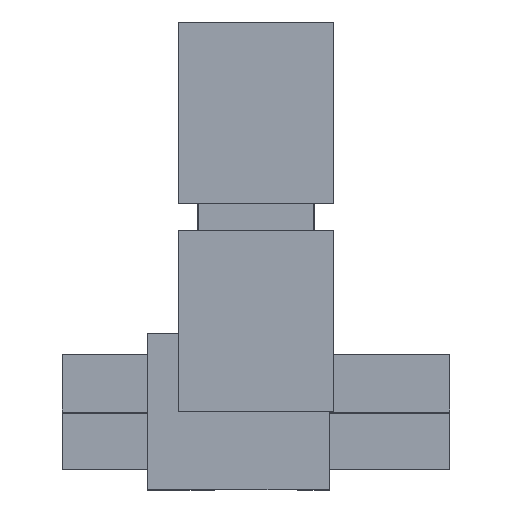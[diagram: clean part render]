
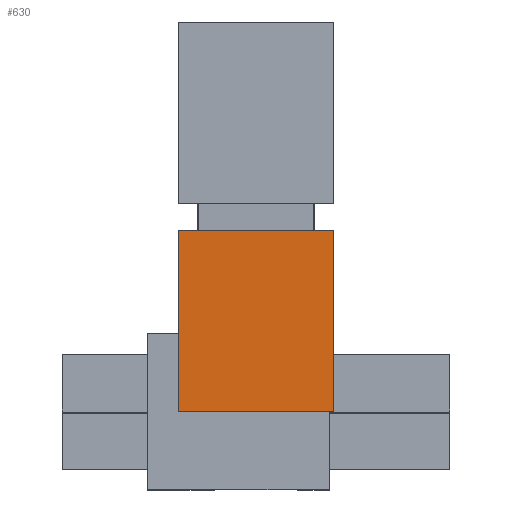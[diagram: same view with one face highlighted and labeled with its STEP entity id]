
A CAD part, top view. The second image highlights one B-rep face of the part: STEP entity #630.
In plain terms, the highlighted planar face has unit normal (0, 0, 1).
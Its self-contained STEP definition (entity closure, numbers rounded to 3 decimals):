
#630 = ADVANCED_FACE( '', ( #2272 ), #2273, .T. );
#2272 = FACE_OUTER_BOUND( '', #5278, .T. );
#2273 = PLANE( '', #5279 );
#5278 = EDGE_LOOP( '', ( #9715, #9716, #9717, #9718 ) );
#5279 = AXIS2_PLACEMENT_3D( '', #9719, #9720, #9721 );
#9715 = ORIENTED_EDGE( '', *, *, #21952, .T. );
#9716 = ORIENTED_EDGE( '', *, *, #21961, .F. );
#9717 = ORIENTED_EDGE( '', *, *, #21935, .T. );
#9718 = ORIENTED_EDGE( '', *, *, #21968, .T. );
#9719 = CARTESIAN_POINT( '', ( -37.5, -40., 31. ) );
#9720 = DIRECTION( '', ( 0., 0., 1. ) );
#9721 = DIRECTION( '', ( 1., 0., 0. ) );
#21935 = EDGE_CURVE( '', #26022, #26020, #26023, .T. );
#21952 = EDGE_CURVE( '', #26055, #26053, #26056, .T. );
#21961 = EDGE_CURVE( '', #26022, #26053, #26068, .T. );
#21968 = EDGE_CURVE( '', #26020, #26055, #26078, .T. );
#26020 = VERTEX_POINT( '', #32669 );
#26022 = VERTEX_POINT( '', #32672 );
#26023 = LINE( '', #32673, #32674 );
#26053 = VERTEX_POINT( '', #32714 );
#26055 = VERTEX_POINT( '', #32717 );
#26056 = LINE( '', #32718, #32719 );
#26068 = LINE( '', #32736, #32737 );
#26078 = LINE( '', #32749, #32750 );
#32669 = CARTESIAN_POINT( '', ( 37.5, -40., 31. ) );
#32672 = CARTESIAN_POINT( '', ( -55.5, -40., 31. ) );
#32673 = CARTESIAN_POINT( '', ( -37.5, -40., 31. ) );
#32674 = VECTOR( '', #44825, 1000. );
#32714 = CARTESIAN_POINT( '', ( -55.5, 40., 31. ) );
#32717 = CARTESIAN_POINT( '', ( 37.5, 40., 31. ) );
#32718 = CARTESIAN_POINT( '', ( 37.5, 40., 31. ) );
#32719 = VECTOR( '', #44852, 1000. );
#32736 = CARTESIAN_POINT( '', ( -55.5, -40., 31. ) );
#32737 = VECTOR( '', #44867, 1000. );
#32749 = CARTESIAN_POINT( '', ( 37.5, -40., 31. ) );
#32750 = VECTOR( '', #44882, 1000. );
#44825 = DIRECTION( '', ( 1., 0., 0. ) );
#44852 = DIRECTION( '', ( -1., 0., 0. ) );
#44867 = DIRECTION( '', ( 0., 1., 0. ) );
#44882 = DIRECTION( '', ( 0., 1., 0. ) );
